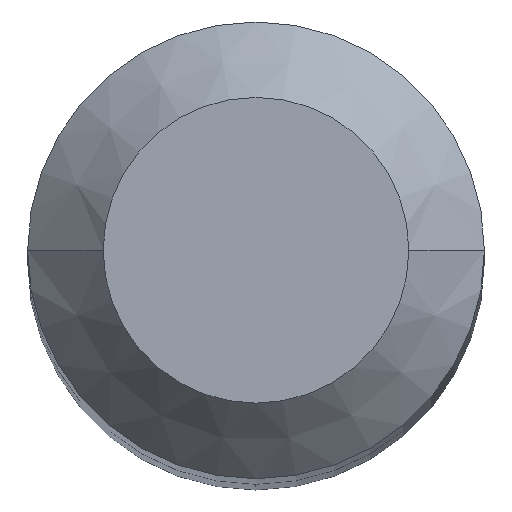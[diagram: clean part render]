
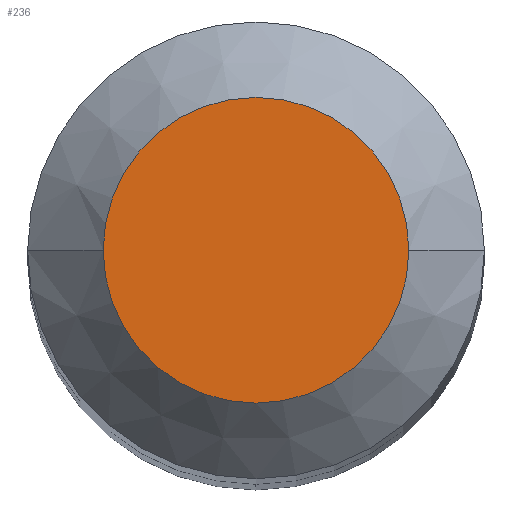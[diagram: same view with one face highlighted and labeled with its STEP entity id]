
A CAD part, top view. The second image highlights one B-rep face of the part: STEP entity #236.
In plain terms, the highlighted planar face has unit normal (0, 0, 1).
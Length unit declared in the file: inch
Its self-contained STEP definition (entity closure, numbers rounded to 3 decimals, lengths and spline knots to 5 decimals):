
#4 = DIRECTION ( 'NONE',  ( 1., 0., 0. ) ) ;
#5 = AXIS2_PLACEMENT_3D ( 'NONE', #156, #344, #281 ) ;
#19 = EDGE_CURVE ( 'NONE', #294, #150, #277, .T. ) ;
#47 = DIRECTION ( 'NONE',  ( 0., 0., -1. ) ) ;
#60 = CARTESIAN_POINT ( 'NONE',  ( 0., 0., 0. ) ) ;
#74 = AXIS2_PLACEMENT_3D ( 'NONE', #60, #304, #4 ) ;
#112 = AXIS2_PLACEMENT_3D ( 'NONE', #225, #47, #382 ) ;
#135 = FACE_OUTER_BOUND ( 'NONE', #328, .T. ) ;
#137 = CIRCLE ( 'NONE', #5, 0.06325 ) ;
#144 = ORIENTED_EDGE ( 'NONE', *, *, #165, .T. ) ;
#150 = VERTEX_POINT ( 'NONE', #369 ) ;
#156 = CARTESIAN_POINT ( 'NONE',  ( 0., 0., 0. ) ) ;
#165 = EDGE_CURVE ( 'NONE', #150, #294, #137, .T. ) ;
#225 = CARTESIAN_POINT ( 'NONE',  ( 0., 0., 0. ) ) ;
#236 = ADVANCED_FACE ( 'NONE', ( #135 ), #354, .F. ) ;
#275 = ORIENTED_EDGE ( 'NONE', *, *, #19, .T. ) ;
#277 = CIRCLE ( 'NONE', #74, 0.06325 ) ;
#281 = DIRECTION ( 'NONE',  ( 1., 0., 0. ) ) ;
#294 = VERTEX_POINT ( 'NONE', #372 ) ;
#304 = DIRECTION ( 'NONE',  ( 0., 0., 1. ) ) ;
#328 = EDGE_LOOP ( 'NONE', ( #144, #275 ) ) ;
#344 = DIRECTION ( 'NONE',  ( 0., 0., 1. ) ) ;
#354 = PLANE ( 'NONE',  #112 ) ;
#369 = CARTESIAN_POINT ( 'NONE',  ( -0.06325, 0., 0. ) ) ;
#372 = CARTESIAN_POINT ( 'NONE',  ( 0.06325, 0., 0. ) ) ;
#382 = DIRECTION ( 'NONE',  ( -1., 0., 0. ) ) ;
